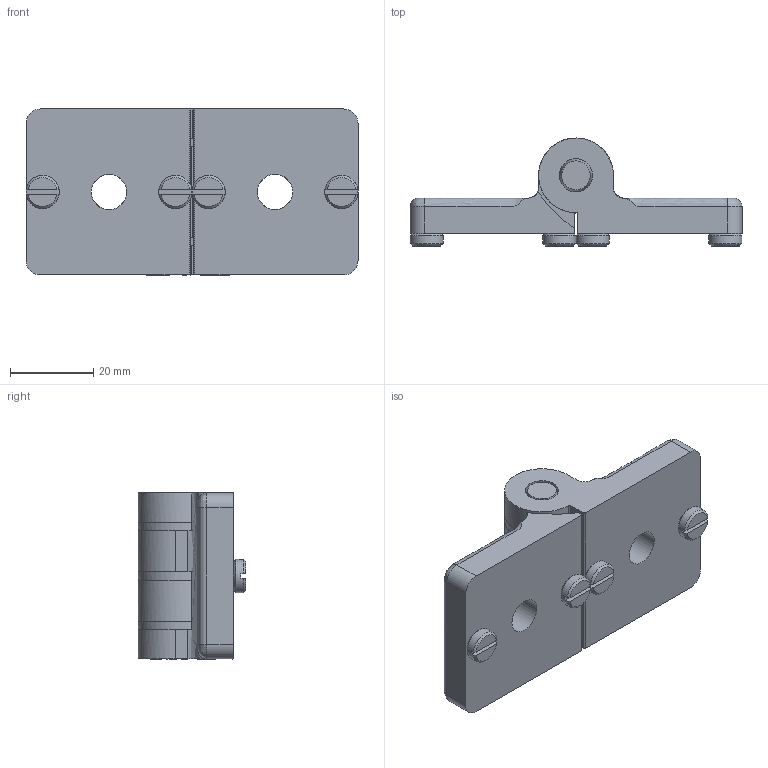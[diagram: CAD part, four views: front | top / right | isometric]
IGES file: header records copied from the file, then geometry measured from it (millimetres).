
Global section: file name: SZ0762N_A; native system: Autodesk Inventor 2015; preprocessor: unknown; author: Behrens; date: 20151120.132647; units: millimetre
Bounding box: 80 x 26 x 40 mm (x, y, z)
Volume: 34614 mm3; surface area: 16625.4 mm2
Topology: 10 solids, 10 shells, 157 faces, 423 edges, 278 vertices
Faces by surface type: bspline 157
